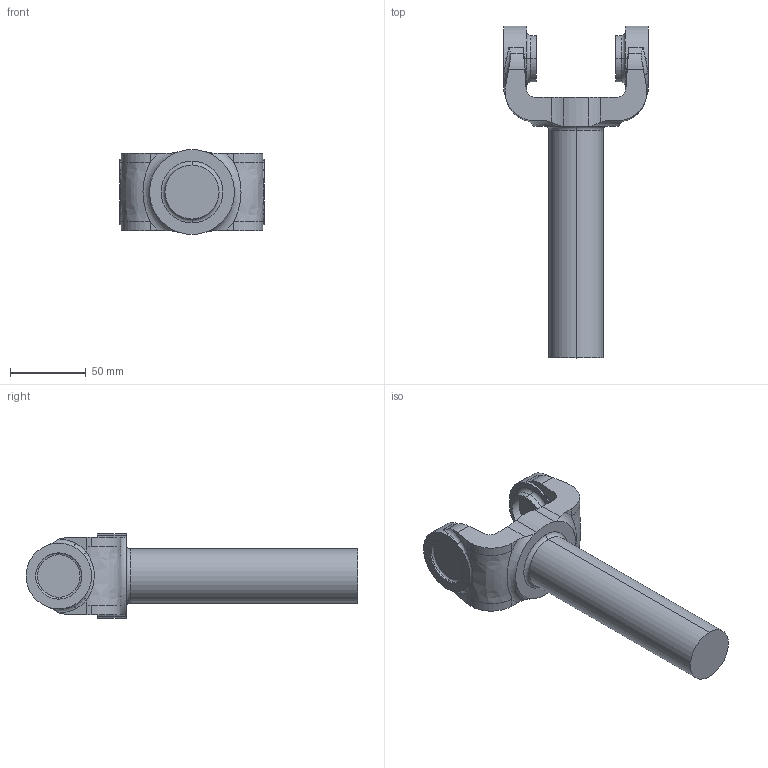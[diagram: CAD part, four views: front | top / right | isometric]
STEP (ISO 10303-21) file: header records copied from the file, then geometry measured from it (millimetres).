
FILE_DESCRIPTION (( 'STEP AP214' ), '1' );
FILE_NAME ('Fixed Yoke.STEP', '2024-01-25T16:04:45', ( '' ), ( '' ), 'SwSTEP 2.0', 'SolidWorks 2022', '' );
FILE_SCHEMA (( 'AUTOMOTIVE_DESIGN' ));
Length unit declared in the file: inch
Products named in the file (1): Fixed Yoke
Bounding box: 95.25 x 218.44 x 55.88 mm (x, y, z)
Volume: 287502 mm3; surface area: 42704.6 mm2
Topology: 1 solids, 1 shells, 110 faces, 273 edges, 172 vertices
Faces by surface type: cylinder 49, plane 29, bspline 20, torus 12
Entity records: 4271 total; most frequent: CARTESIAN_POINT 1804, ORIENTED_EDGE 546, DIRECTION 481, EDGE_CURVE 273, AXIS2_PLACEMENT_3D 201, VERTEX_POINT 172, EDGE_LOOP 117, FACE_OUTER_BOUND 110
